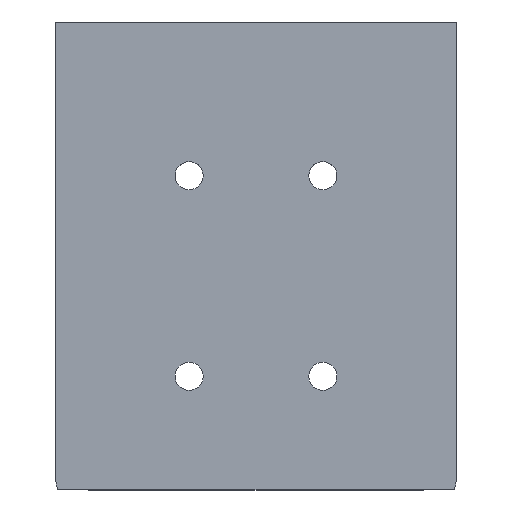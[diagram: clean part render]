
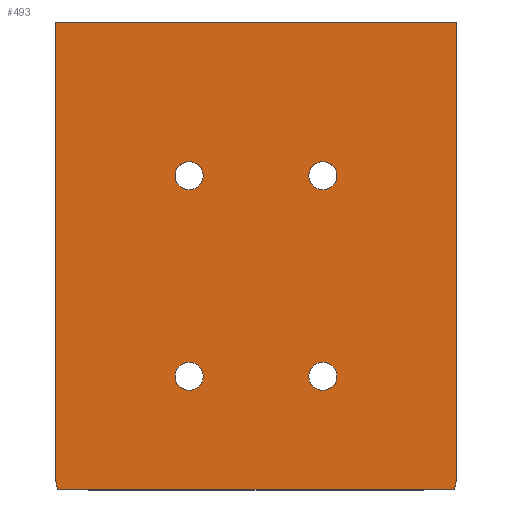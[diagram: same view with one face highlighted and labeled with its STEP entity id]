
A CAD part, top view. The second image highlights one B-rep face of the part: STEP entity #493.
In plain terms, the highlighted planar face has unit normal (0, 0, 1).
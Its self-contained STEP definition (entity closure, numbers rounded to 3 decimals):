
#15=FACE_BOUND('',#78,.T.);
#16=FACE_BOUND('',#79,.T.);
#17=FACE_BOUND('',#80,.T.);
#18=FACE_BOUND('',#81,.T.);
#28=ELLIPSE('',#539,5.856,5.);
#30=ELLIPSE('',#546,5.856,5.);
#34=PLANE('',#545);
#52=FACE_OUTER_BOUND('',#77,.T.);
#77=EDGE_LOOP('',(#371,#372,#373,#374,#375,#376));
#78=EDGE_LOOP('',(#377));
#79=EDGE_LOOP('',(#378));
#80=EDGE_LOOP('',(#379));
#81=EDGE_LOOP('',(#380));
#122=LINE('',#808,#166);
#123=LINE('',#812,#167);
#124=LINE('',#814,#168);
#125=LINE('',#815,#169);
#166=VECTOR('',#638,10.);
#167=VECTOR('',#641,10.);
#168=VECTOR('',#642,10.);
#169=VECTOR('',#643,10.);
#203=CIRCLE('',#547,2.1);
#204=CIRCLE('',#548,2.1);
#205=CIRCLE('',#549,2.1);
#206=CIRCLE('',#550,2.1);
#232=VERTEX_POINT('',#772);
#233=VERTEX_POINT('',#773);
#239=VERTEX_POINT('',#807);
#240=VERTEX_POINT('',#809);
#241=VERTEX_POINT('',#811);
#242=VERTEX_POINT('',#813);
#243=VERTEX_POINT('',#816);
#244=VERTEX_POINT('',#818);
#245=VERTEX_POINT('',#820);
#246=VERTEX_POINT('',#822);
#283=EDGE_CURVE('',#232,#233,#28,.T.);
#292=EDGE_CURVE('',#232,#239,#122,.T.);
#293=EDGE_CURVE('',#240,#239,#30,.T.);
#294=EDGE_CURVE('',#241,#240,#123,.T.);
#295=EDGE_CURVE('',#242,#241,#124,.T.);
#296=EDGE_CURVE('',#233,#242,#125,.T.);
#297=EDGE_CURVE('',#243,#243,#203,.T.);
#298=EDGE_CURVE('',#244,#244,#204,.T.);
#299=EDGE_CURVE('',#245,#245,#205,.T.);
#300=EDGE_CURVE('',#246,#246,#206,.T.);
#371=ORIENTED_EDGE('',*,*,#283,.F.);
#372=ORIENTED_EDGE('',*,*,#292,.T.);
#373=ORIENTED_EDGE('',*,*,#293,.F.);
#374=ORIENTED_EDGE('',*,*,#294,.F.);
#375=ORIENTED_EDGE('',*,*,#295,.F.);
#376=ORIENTED_EDGE('',*,*,#296,.F.);
#377=ORIENTED_EDGE('',*,*,#297,.T.);
#378=ORIENTED_EDGE('',*,*,#298,.T.);
#379=ORIENTED_EDGE('',*,*,#299,.T.);
#380=ORIENTED_EDGE('',*,*,#300,.T.);
#493=ADVANCED_FACE('',(#52,#15,#16,#17,#18),#34,.T.);
#539=AXIS2_PLACEMENT_3D('',#774,#621,#622);
#545=AXIS2_PLACEMENT_3D('',#806,#636,#637);
#546=AXIS2_PLACEMENT_3D('',#810,#639,#640);
#547=AXIS2_PLACEMENT_3D('',#817,#644,#645);
#548=AXIS2_PLACEMENT_3D('',#819,#646,#647);
#549=AXIS2_PLACEMENT_3D('',#821,#648,#649);
#550=AXIS2_PLACEMENT_3D('',#823,#650,#651);
#621=DIRECTION('center_axis',(0.,0.,-1.));
#622=DIRECTION('ref_axis',(0.,-1.,0.));
#636=DIRECTION('center_axis',(0.,0.,1.));
#637=DIRECTION('ref_axis',(0.,-1.,0.));
#638=DIRECTION('',(1.,0.,0.));
#639=DIRECTION('center_axis',(0.,0.,-1.));
#640=DIRECTION('ref_axis',(0.,-1.,0.));
#641=DIRECTION('',(0.,-1.,0.));
#642=DIRECTION('',(1.,0.,0.));
#643=DIRECTION('',(0.,1.,0.));
#644=DIRECTION('center_axis',(0.,0.,-1.));
#645=DIRECTION('ref_axis',(-1.,0.,0.));
#646=DIRECTION('center_axis',(0.,0.,-1.));
#647=DIRECTION('ref_axis',(-1.,0.,0.));
#648=DIRECTION('center_axis',(0.,0.,-1.));
#649=DIRECTION('ref_axis',(-1.,0.,0.));
#650=DIRECTION('center_axis',(0.,0.,-1.));
#651=DIRECTION('ref_axis',(-1.,0.,0.));
#772=CARTESIAN_POINT('',(-29.634,-98.2,0.));
#773=CARTESIAN_POINT('',(-30.,-96.002,0.));
#774=CARTESIAN_POINT('Origin',(-25.,-96.002,0.));
#806=CARTESIAN_POINT('Origin',(0.,-28.2,0.));
#807=CARTESIAN_POINT('',(29.634,-98.2,0.));
#808=CARTESIAN_POINT('',(0.,-98.2,0.));
#809=CARTESIAN_POINT('',(30.,-96.002,0.));
#810=CARTESIAN_POINT('Origin',(25.,-96.002,0.));
#811=CARTESIAN_POINT('',(30.,-28.2,0.));
#812=CARTESIAN_POINT('',(30.,-28.2,0.));
#813=CARTESIAN_POINT('',(-30.,-28.2,0.));
#814=CARTESIAN_POINT('',(0.,-28.2,0.));
#815=CARTESIAN_POINT('',(-30.,-28.2,0.));
#816=CARTESIAN_POINT('',(12.1,-81.2,0.));
#817=CARTESIAN_POINT('Origin',(10.,-81.2,0.));
#818=CARTESIAN_POINT('',(12.1,-51.2,0.));
#819=CARTESIAN_POINT('Origin',(10.,-51.2,0.));
#820=CARTESIAN_POINT('',(-7.9,-81.2,0.));
#821=CARTESIAN_POINT('Origin',(-10.,-81.2,0.));
#822=CARTESIAN_POINT('',(-7.9,-51.2,0.));
#823=CARTESIAN_POINT('Origin',(-10.,-51.2,0.));
